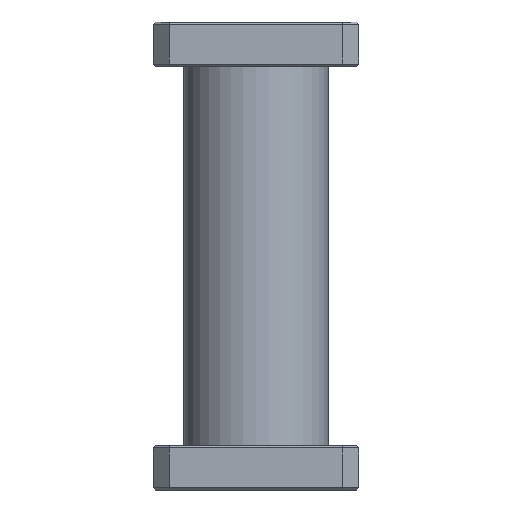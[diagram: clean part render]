
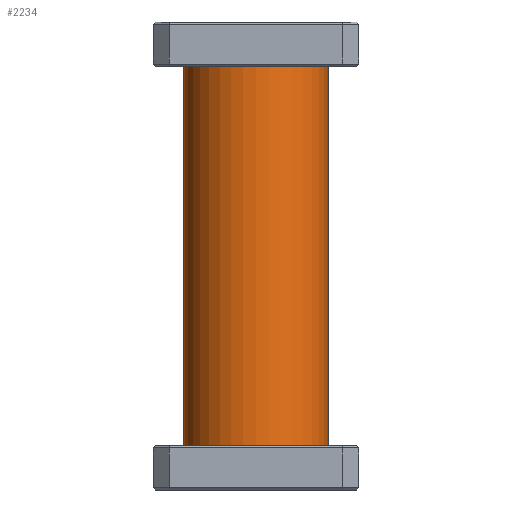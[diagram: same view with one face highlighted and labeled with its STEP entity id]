
A CAD part, front view. The second image highlights one B-rep face of the part: STEP entity #2234.
In plain terms, the highlighted cylindrical face has radius 7.874 mm (diameter 15.748 mm), a partial arc.
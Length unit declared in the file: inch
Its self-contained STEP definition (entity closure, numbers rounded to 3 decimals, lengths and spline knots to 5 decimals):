
#98 = CARTESIAN_POINT ( 'NONE',  ( -0.31, 0., 0.81 ) ) ;
#254 = CARTESIAN_POINT ( 'NONE',  ( -0.31, 0., -0.81 ) ) ;
#360 = LINE ( 'NONE', #254, #475 ) ;
#375 = CARTESIAN_POINT ( 'NONE',  ( 0.31, 0., 0.81 ) ) ;
#396 = VERTEX_POINT ( 'NONE', #482 ) ;
#416 = CIRCLE ( 'NONE', #2291, 0.31 ) ;
#475 = VECTOR ( 'NONE', #2731, 39.37008 ) ;
#482 = CARTESIAN_POINT ( 'NONE',  ( 0.31, 0., -0.81 ) ) ;
#570 = LINE ( 'NONE', #2329, #2760 ) ;
#610 = ORIENTED_EDGE ( 'NONE', *, *, #1002, .F. ) ;
#804 = FACE_OUTER_BOUND ( 'NONE', #1455, .T. ) ;
#827 = VERTEX_POINT ( 'NONE', #958 ) ;
#925 = DIRECTION ( 'NONE',  ( 0., 0., 1. ) ) ;
#958 = CARTESIAN_POINT ( 'NONE',  ( -0.31, 0., -0.81 ) ) ;
#1002 = EDGE_CURVE ( 'NONE', #827, #3036, #360, .T. ) ;
#1060 = DIRECTION ( 'NONE',  ( 1., 0., 0. ) ) ;
#1162 = ORIENTED_EDGE ( 'NONE', *, *, #1563, .T. ) ;
#1307 = DIRECTION ( 'NONE',  ( 0., 0., 1. ) ) ;
#1316 = EDGE_CURVE ( 'NONE', #3036, #2879, #2255, .T. ) ;
#1455 = EDGE_LOOP ( 'NONE', ( #610, #2784, #1162, #2280 ) ) ;
#1461 = CARTESIAN_POINT ( 'NONE',  ( 0., 0., -0.81 ) ) ;
#1563 = EDGE_CURVE ( 'NONE', #396, #2879, #570, .T. ) ;
#1718 = CARTESIAN_POINT ( 'NONE',  ( 0., 0., -0.81 ) ) ;
#1995 = DIRECTION ( 'NONE',  ( 0., 0., 1. ) ) ;
#2234 = ADVANCED_FACE ( 'NONE', ( #804 ), #3017, .T. ) ;
#2255 = CIRCLE ( 'NONE', #2478, 0.31 ) ;
#2280 = ORIENTED_EDGE ( 'NONE', *, *, #1316, .F. ) ;
#2291 = AXIS2_PLACEMENT_3D ( 'NONE', #1718, #1307, #1060 ) ;
#2329 = CARTESIAN_POINT ( 'NONE',  ( 0.31, 0., -0.81 ) ) ;
#2478 = AXIS2_PLACEMENT_3D ( 'NONE', #2835, #3224, #2909 ) ;
#2692 = EDGE_CURVE ( 'NONE', #827, #396, #416, .T. ) ;
#2731 = DIRECTION ( 'NONE',  ( 0., 0., 1. ) ) ;
#2760 = VECTOR ( 'NONE', #1995, 39.37008 ) ;
#2784 = ORIENTED_EDGE ( 'NONE', *, *, #2692, .T. ) ;
#2835 = CARTESIAN_POINT ( 'NONE',  ( 0., 0., 0.81 ) ) ;
#2879 = VERTEX_POINT ( 'NONE', #375 ) ;
#2909 = DIRECTION ( 'NONE',  ( 1., 0., 0. ) ) ;
#3017 = CYLINDRICAL_SURFACE ( 'NONE', #3144, 0.31 ) ;
#3036 = VERTEX_POINT ( 'NONE', #98 ) ;
#3144 = AXIS2_PLACEMENT_3D ( 'NONE', #1461, #925, #3195 ) ;
#3195 = DIRECTION ( 'NONE',  ( 1., 0., 0. ) ) ;
#3224 = DIRECTION ( 'NONE',  ( 0., 0., 1. ) ) ;
